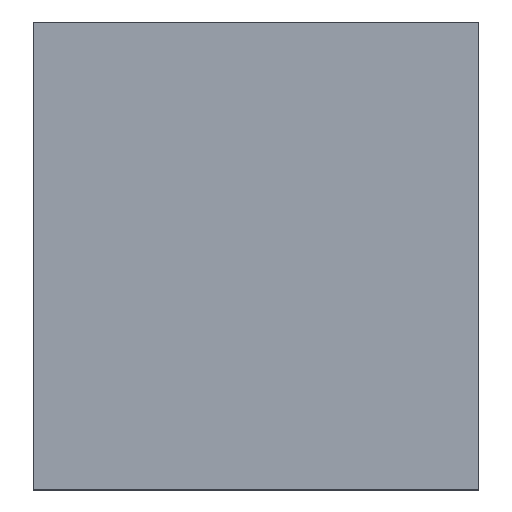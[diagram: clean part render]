
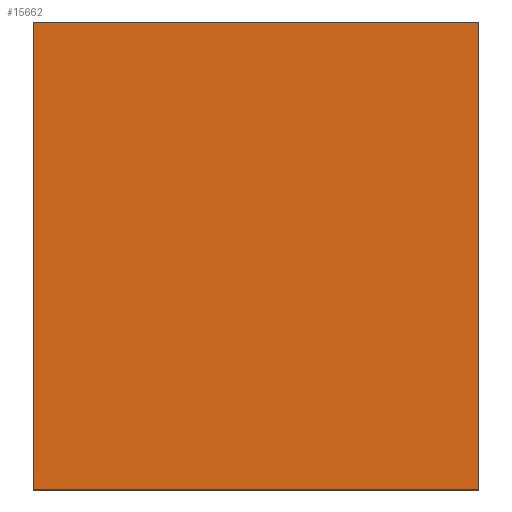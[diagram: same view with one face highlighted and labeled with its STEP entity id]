
A CAD part, front view. The second image highlights one B-rep face of the part: STEP entity #15662.
In plain terms, the highlighted planar face has unit normal (0, -1, 0).
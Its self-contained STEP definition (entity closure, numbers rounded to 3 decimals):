
#139=PLANE('',#17480);
#810=LINE('',#26408,#1892);
#812=LINE('',#26411,#1894);
#814=LINE('',#26414,#1896);
#838=LINE('',#26450,#1920);
#1892=VECTOR('',#20835,10.);
#1894=VECTOR('',#20839,10.);
#1896=VECTOR('',#20843,10.);
#1920=VECTOR('',#20891,10.);
#3640=FACE_OUTER_BOUND('',#4776,.T.);
#4776=EDGE_LOOP('',(#12493,#12494,#12495,#12496));
#7081=VERTEX_POINT('',#25852);
#7084=VERTEX_POINT('',#25859);
#7120=VERTEX_POINT('',#25961);
#7123=VERTEX_POINT('',#25968);
#8833=EDGE_CURVE('',#7120,#7123,#810,.T.);
#8835=EDGE_CURVE('',#7123,#7084,#812,.T.);
#8837=EDGE_CURVE('',#7081,#7120,#814,.T.);
#8861=EDGE_CURVE('',#7084,#7081,#838,.T.);
#12493=ORIENTED_EDGE('',*,*,#8833,.F.);
#12494=ORIENTED_EDGE('',*,*,#8837,.F.);
#12495=ORIENTED_EDGE('',*,*,#8861,.F.);
#12496=ORIENTED_EDGE('',*,*,#8835,.F.);
#15662=ADVANCED_FACE('',(#3640),#139,.T.);
#17480=AXIS2_PLACEMENT_3D('',#27041,#21525,#21526);
#20835=DIRECTION('',(0.,0.,1.));
#20839=DIRECTION('',(1.,0.,0.));
#20843=DIRECTION('',(-1.,0.,0.));
#20891=DIRECTION('',(0.,0.,-1.));
#21525=DIRECTION('center_axis',(0.,-1.,0.));
#21526=DIRECTION('ref_axis',(0.,0.,-1.));
#25852=CARTESIAN_POINT('',(34.9,-2.,-201.9));
#25859=CARTESIAN_POINT('',(34.9,-2.,9.9));
#25961=CARTESIAN_POINT('',(-166.9,-2.,-201.9));
#25968=CARTESIAN_POINT('',(-166.9,-2.,9.9));
#26408=CARTESIAN_POINT('',(-166.9,-2.,-149.));
#26411=CARTESIAN_POINT('',(-116.5,-2.,9.9));
#26414=CARTESIAN_POINT('',(-15.5,-2.,-201.9));
#26450=CARTESIAN_POINT('',(34.9,-2.,-43.));
#27041=CARTESIAN_POINT('Origin',(-66.,-2.,-96.));
